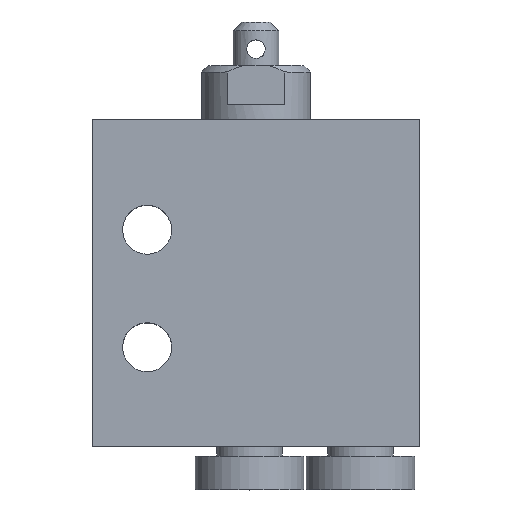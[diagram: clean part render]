
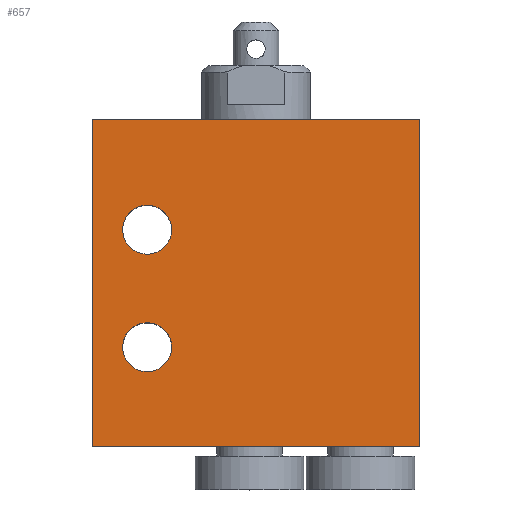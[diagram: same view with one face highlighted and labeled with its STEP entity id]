
A CAD part, top view. The second image highlights one B-rep face of the part: STEP entity #657.
In plain terms, the highlighted planar face has unit normal (0, 0, 1).
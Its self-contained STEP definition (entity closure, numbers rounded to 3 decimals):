
#120=PLANE('',#710);
#153=CIRCLE('',#703,2.25);
#155=CIRCLE('',#706,2.25);
#193=VERTEX_POINT('',#987);
#194=VERTEX_POINT('',#989);
#198=VERTEX_POINT('',#999);
#200=VERTEX_POINT('',#1005);
#202=VERTEX_POINT('',#1010);
#204=VERTEX_POINT('',#1014);
#206=VERTEX_POINT('',#1018);
#208=VERTEX_POINT('',#1022);
#239=VECTOR('',#789,1.);
#243=VECTOR('',#798,1.);
#246=VECTOR('',#802,1.);
#250=VECTOR('',#823,1.);
#274=LINE('',#988,#239);
#278=LINE('',#1000,#243);
#281=LINE('',#1006,#246);
#285=LINE('',#1031,#250);
#327=EDGE_CURVE('',#194,#193,#274,.T.);
#333=EDGE_CURVE('',#193,#198,#278,.T.);
#336=EDGE_CURVE('',#198,#200,#281,.T.);
#340=EDGE_CURVE('',#202,#204,#153,.T.);
#341=EDGE_CURVE('',#204,#202,#153,.T.);
#345=EDGE_CURVE('',#206,#208,#155,.T.);
#346=EDGE_CURVE('',#208,#206,#155,.T.);
#352=EDGE_CURVE('',#200,#194,#285,.T.);
#450=ORIENTED_EDGE('',*,*,#345,.F.);
#451=ORIENTED_EDGE('',*,*,#346,.F.);
#452=ORIENTED_EDGE('',*,*,#340,.F.);
#453=ORIENTED_EDGE('',*,*,#341,.F.);
#454=ORIENTED_EDGE('',*,*,#327,.T.);
#455=ORIENTED_EDGE('',*,*,#333,.T.);
#456=ORIENTED_EDGE('',*,*,#336,.T.);
#457=ORIENTED_EDGE('',*,*,#352,.T.);
#562=EDGE_LOOP('',(#450,#451));
#563=EDGE_LOOP('',(#452,#453));
#564=EDGE_LOOP('',(#454,#455,#456,#457));
#613=FACE_BOUND('',#562,.T.);
#614=FACE_BOUND('',#563,.T.);
#615=FACE_BOUND('',#564,.T.);
#657=ADVANCED_FACE('',(#613,#614,#615),#120,.T.);
#703=AXIS2_PLACEMENT_3D('',#1013,#808,#809);
#706=AXIS2_PLACEMENT_3D('',#1021,#815,#816);
#710=AXIS2_PLACEMENT_3D('',#1032,#824,$);
#789=DIRECTION('',(0.,-1.,0.));
#798=DIRECTION('',(1.,0.,0.));
#802=DIRECTION('',(0.,1.,0.));
#808=DIRECTION('',(0.,0.,1.));
#809=DIRECTION('',(2.25,0.,0.));
#815=DIRECTION('',(0.,0.,1.));
#816=DIRECTION('',(2.25,0.,0.));
#823=DIRECTION('',(-1.,0.,0.));
#824=DIRECTION('',(0.,0.,1.));
#987=CARTESIAN_POINT('',(-15.,-30.,7.5));
#988=CARTESIAN_POINT('',(-15.,0.,7.5));
#989=CARTESIAN_POINT('',(-15.,0.,7.5));
#999=CARTESIAN_POINT('',(15.,-30.,7.5));
#1000=CARTESIAN_POINT('',(-15.,-30.,7.5));
#1005=CARTESIAN_POINT('',(15.,0.,7.5));
#1006=CARTESIAN_POINT('',(15.,-30.,7.5));
#1010=CARTESIAN_POINT('',(-12.25,-10.1,7.5));
#1013=CARTESIAN_POINT('',(-10.,-10.1,7.5));
#1014=CARTESIAN_POINT('',(-7.75,-10.1,7.5));
#1018=CARTESIAN_POINT('',(-12.25,-20.9,7.5));
#1021=CARTESIAN_POINT('',(-10.,-20.9,7.5));
#1022=CARTESIAN_POINT('',(-7.75,-20.9,7.5));
#1031=CARTESIAN_POINT('',(15.,0.,7.5));
#1032=CARTESIAN_POINT('',(0.,0.,7.5));
